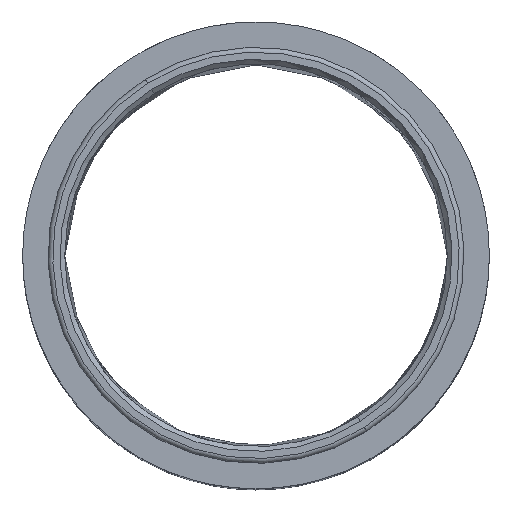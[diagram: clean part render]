
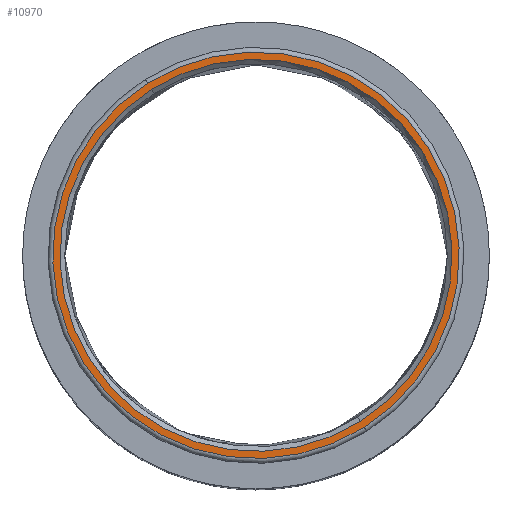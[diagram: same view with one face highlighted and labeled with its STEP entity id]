
A CAD part, top view. The second image highlights one B-rep face of the part: STEP entity #10970.
In plain terms, the highlighted planar face has unit normal (0, 0, 1).
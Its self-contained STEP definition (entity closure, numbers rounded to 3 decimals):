
#1034 = AXIS2_PLACEMENT_3D ( 'NONE', #21030, #19319, #10641 ) ;
#1122 = VERTEX_POINT ( 'NONE', #14199 ) ;
#2558 = DIRECTION ( 'NONE',  ( 0., 0., -1. ) ) ;
#3397 = EDGE_LOOP ( 'NONE', ( #15425, #11765 ) ) ;
#5149 = PLANE ( 'NONE',  #1034 ) ;
#5320 = VERTEX_POINT ( 'NONE', #18963 ) ;
#5633 = CARTESIAN_POINT ( 'NONE',  ( 0., 0., 1500. ) ) ;
#6169 = AXIS2_PLACEMENT_3D ( 'NONE', #20344, #6630, #13380 ) ;
#6630 = DIRECTION ( 'NONE',  ( 0., 0., -1. ) ) ;
#6836 = DIRECTION ( 'NONE',  ( -0.533, 0.846, 0. ) ) ;
#6863 = FACE_BOUND ( 'NONE', #18031, .T. ) ;
#10339 = CIRCLE ( 'NONE', #10730, 425. ) ;
#10641 = DIRECTION ( 'NONE',  ( 1., 0., 0. ) ) ;
#10730 = AXIS2_PLACEMENT_3D ( 'NONE', #21116, #18837, #6836 ) ;
#10970 = ADVANCED_FACE ( 'NONE', ( #6863, #14067 ), #5149, .T. ) ;
#11765 = ORIENTED_EDGE ( 'NONE', *, *, #17691, .F. ) ;
#12576 = ORIENTED_EDGE ( 'NONE', *, *, #22278, .T. ) ;
#12943 = DIRECTION ( 'NONE',  ( -0.533, 0.846, 0. ) ) ;
#13311 = CARTESIAN_POINT ( 'NONE',  ( 218.335, -347.03, 1500. ) ) ;
#13380 = DIRECTION ( 'NONE',  ( -0.533, 0.846, 0. ) ) ;
#13881 = EDGE_CURVE ( 'NONE', #5320, #14716, #14398, .T. ) ;
#14067 = FACE_OUTER_BOUND ( 'NONE', #3397, .T. ) ;
#14199 = CARTESIAN_POINT ( 'NONE',  ( 226.323, -359.726, 1500. ) ) ;
#14398 = CIRCLE ( 'NONE', #15837, 410. ) ;
#14716 = VERTEX_POINT ( 'NONE', #13311 ) ;
#14829 = CARTESIAN_POINT ( 'NONE',  ( 0., 0., 1500. ) ) ;
#14932 = CIRCLE ( 'NONE', #6169, 410. ) ;
#14935 = VERTEX_POINT ( 'NONE', #16340 ) ;
#15425 = ORIENTED_EDGE ( 'NONE', *, *, #19606, .F. ) ;
#15837 = AXIS2_PLACEMENT_3D ( 'NONE', #14829, #21789, #20077 ) ;
#16340 = CARTESIAN_POINT ( 'NONE',  ( -226.323, 359.726, 1500. ) ) ;
#17691 = EDGE_CURVE ( 'NONE', #1122, #14935, #18785, .T. ) ;
#18031 = EDGE_LOOP ( 'NONE', ( #12576, #18877 ) ) ;
#18785 = CIRCLE ( 'NONE', #20999, 425. ) ;
#18837 = DIRECTION ( 'NONE',  ( 0., 0., -1. ) ) ;
#18877 = ORIENTED_EDGE ( 'NONE', *, *, #13881, .T. ) ;
#18963 = CARTESIAN_POINT ( 'NONE',  ( -218.335, 347.03, 1500. ) ) ;
#19319 = DIRECTION ( 'NONE',  ( 0., 0., 1. ) ) ;
#19606 = EDGE_CURVE ( 'NONE', #14935, #1122, #10339, .T. ) ;
#20077 = DIRECTION ( 'NONE',  ( -0.533, 0.846, 0. ) ) ;
#20344 = CARTESIAN_POINT ( 'NONE',  ( 0., 0., 1500. ) ) ;
#20999 = AXIS2_PLACEMENT_3D ( 'NONE', #5633, #2558, #12943 ) ;
#21030 = CARTESIAN_POINT ( 'NONE',  ( 0., 0., 1500. ) ) ;
#21116 = CARTESIAN_POINT ( 'NONE',  ( 0., 0., 1500. ) ) ;
#21789 = DIRECTION ( 'NONE',  ( 0., 0., -1. ) ) ;
#22278 = EDGE_CURVE ( 'NONE', #14716, #5320, #14932, .T. ) ;
